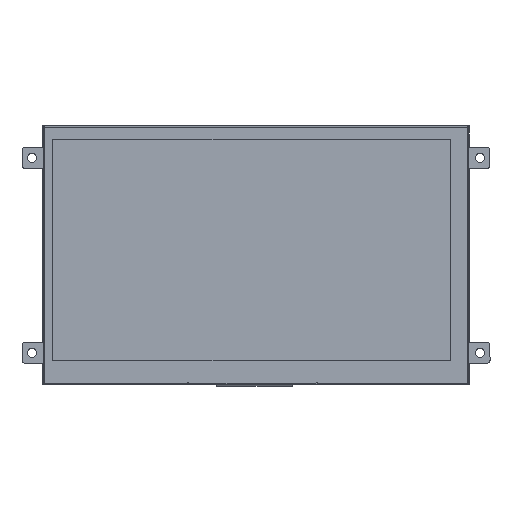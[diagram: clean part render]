
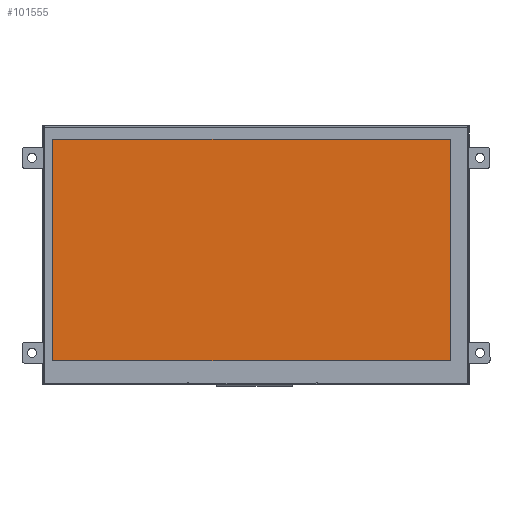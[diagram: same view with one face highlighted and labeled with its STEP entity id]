
A CAD part, top view. The second image highlights one B-rep face of the part: STEP entity #101555.
In plain terms, the highlighted planar face has unit normal (0, 0, 1).
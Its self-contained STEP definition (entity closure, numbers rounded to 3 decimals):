
#5210=PLANE('',#108119);
#9240=FACE_OUTER_BOUND('',#14555,.T.);
#14555=EDGE_LOOP('',(#71720,#71721,#71722,#71723));
#20108=LINE('',#145610,#32360);
#20112=LINE('',#145617,#32364);
#20115=LINE('',#145623,#32367);
#20117=LINE('',#145626,#32369);
#32360=VECTOR('',#116989,10.);
#32364=VECTOR('',#116995,10.);
#32367=VECTOR('',#117000,10.);
#32369=VECTOR('',#117004,10.);
#46671=VERTEX_POINT('',#145607);
#46672=VERTEX_POINT('',#145609);
#46674=VERTEX_POINT('',#145615);
#46676=VERTEX_POINT('',#145621);
#56371=EDGE_CURVE('',#46671,#46672,#20108,.T.);
#56375=EDGE_CURVE('',#46674,#46671,#20112,.T.);
#56378=EDGE_CURVE('',#46676,#46674,#20115,.T.);
#56380=EDGE_CURVE('',#46672,#46676,#20117,.T.);
#71720=ORIENTED_EDGE('',*,*,#56380,.F.);
#71721=ORIENTED_EDGE('',*,*,#56371,.F.);
#71722=ORIENTED_EDGE('',*,*,#56375,.F.);
#71723=ORIENTED_EDGE('',*,*,#56378,.F.);
#101555=ADVANCED_FACE('',(#9240),#5210,.F.);
#108119=AXIS2_PLACEMENT_3D('',#145627,#117005,#117006);
#116989=DIRECTION('',(0.,1.,0.));
#116995=DIRECTION('',(-1.,0.,0.));
#117000=DIRECTION('',(0.,-1.,0.));
#117004=DIRECTION('',(1.,0.,0.));
#117005=DIRECTION('center_axis',(0.,0.,-1.));
#117006=DIRECTION('ref_axis',(-1.,0.,0.));
#145607=CARTESIAN_POINT('',(4.335,10.12,5.4));
#145609=CARTESIAN_POINT('',(4.335,96.04,5.4));
#145610=CARTESIAN_POINT('',(4.335,10.12,5.4));
#145615=CARTESIAN_POINT('',(158.55,10.12,5.4));
#145617=CARTESIAN_POINT('',(158.55,10.12,5.4));
#145621=CARTESIAN_POINT('',(158.55,96.04,5.4));
#145623=CARTESIAN_POINT('',(158.55,96.04,5.4));
#145626=CARTESIAN_POINT('',(4.335,96.04,5.4));
#145627=CARTESIAN_POINT('Origin',(81.443,53.08,5.4));
